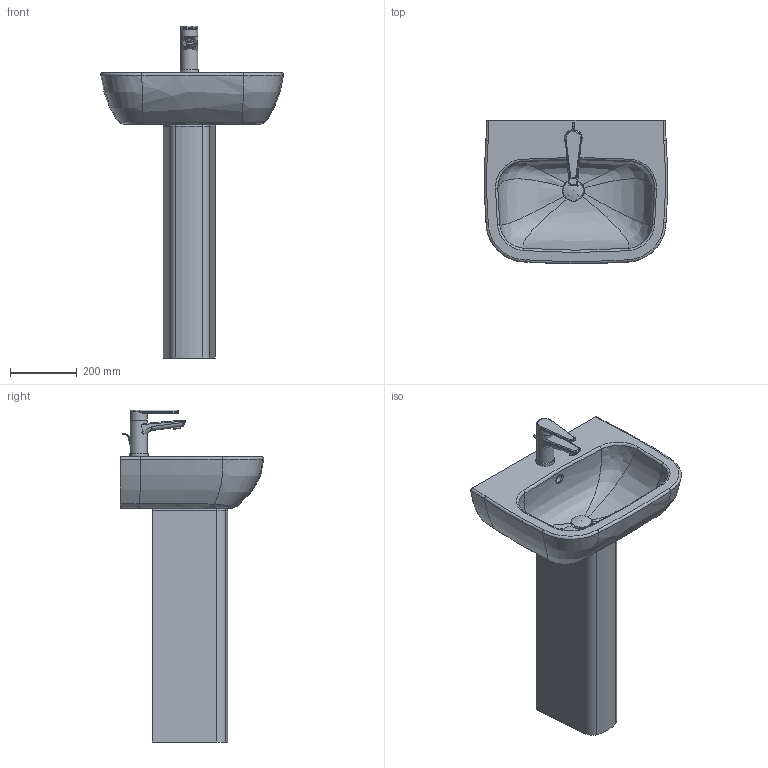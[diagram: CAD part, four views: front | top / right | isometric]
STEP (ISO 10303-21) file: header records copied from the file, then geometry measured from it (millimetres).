
FILE_DESCRIPTION((''),'2;1');
FILE_NAME('231055_086327.stp','2007-11-25T08:39:03',('Huebner'),(''),'Autodesk Inventor 11','Autodesk Inventor 11','');
FILE_SCHEMA(('AUTOMOTIVE_DESIGN { 1 0 10303 214 1 1 1 1 }'));
Length unit declared in the file: millimetre
Products named in the file (12): 231055_086327; 231055; Baterrie_WT; hebel1; Hebel2; hebel3; Neoperl; Halter2starck1; Kelch; Stopfen; 086327
Assembly tree (11 placements, depth 4):
  231055_086327
    231055
      231055
      Baterrie_WT
        hebel1
        Hebel2
        hebel3
        Neoperl
        Halter2starck1
      Kelch
      Stopfen
    086327
Bounding box: 548.89 x 429.45 x 995 mm (x, y, z)
Volume: 19647968.9 mm3; surface area: 1749329.9 mm2
Topology: 9 solids, 9 shells, 228 faces, 547 edges, 322 vertices
Faces by surface type: cylinder 81, plane 57, bspline 54, torus 23, sphere 8, cone 5
Full cylindrical faces by diameter (mm): 15 x2, 16 x1, 20 x1, 25 x1, 35 x1, 42 x1, 44 x1, 50 x1, 52 x2, 55 x1, 60 x1
Entity records: 13671 total; most frequent: CARTESIAN_POINT 8546, ORIENTED_EDGE 1004, DIRECTION 981, EDGE_CURVE 502, AXIS2_PLACEMENT_3D 406, VERTEX_POINT 317, EDGE_LOOP 265, FACE_OUTER_BOUND 228
